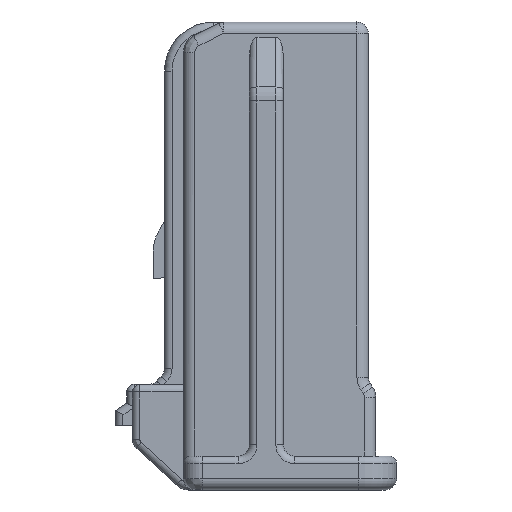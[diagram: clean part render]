
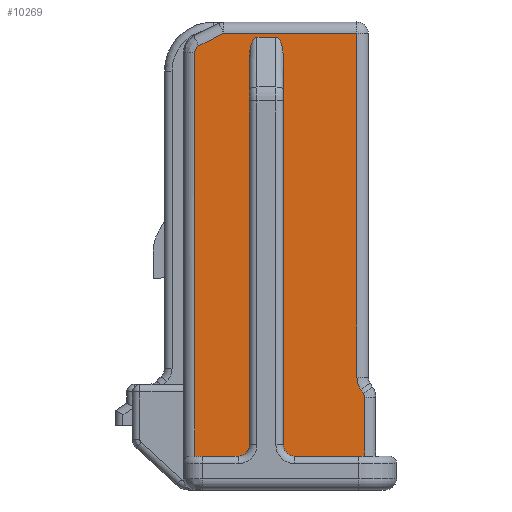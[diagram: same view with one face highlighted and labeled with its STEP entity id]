
A CAD part, left-side view. The second image highlights one B-rep face of the part: STEP entity #10269.
In plain terms, the highlighted planar face has unit normal (-1, 0, 0).
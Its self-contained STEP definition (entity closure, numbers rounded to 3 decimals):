
#1637=DIRECTION('',(0.,0.,1.));
#1638=VECTOR('',#1637,10.691);
#1639=CARTESIAN_POINT('',(-9.35,2.75,
-11.5));
#1640=LINE('',#1639,#1638);
#1645=DIRECTION('',(0.,0.,-1.));
#1646=VECTOR('',#1645,10.261);
#1647=CARTESIAN_POINT('',(-9.35,0.4,-0.939));
#1648=LINE('',#1647,#1646);
#1649=CARTESIAN_POINT('',(-9.35,1.6,-11.2));
#1650=DIRECTION('',(-1.,0.,0.));
#1651=DIRECTION('',(0.,0.,-1.));
#1652=AXIS2_PLACEMENT_3D('',#1649,#1650,#1651);
#1654=DIRECTION('',(0.,-1.,0.));
#1655=VECTOR('',#1654,1.15);
#1656=CARTESIAN_POINT('',(-9.35,2.75,
-11.5));
#1657=LINE('',#1656,#1655);
#1658=CARTESIAN_POINT('',(-9.35,2.55,
-0.809));
#1659=DIRECTION('',(-1.,0.,0.));
#1660=DIRECTION('',(0.,0.447,0.894));
#1661=AXIS2_PLACEMENT_3D('',#1658,#1659,#1660);
#1663=DIRECTION('',(0.,0.894,-0.447));
#1664=VECTOR('',#1663,0.738);
#1665=CARTESIAN_POINT('',(-9.35,1.979,-0.3));
#1666=LINE('',#1665,#1664);
#1667=CARTESIAN_POINT('',(-9.35,-2.15,-9.409));
#1668=DIRECTION('',(1.,0.,0.));
#1669=DIRECTION('',(0.,0.832,-0.555));
#1670=AXIS2_PLACEMENT_3D('',#1667,#1668,#1669);
#1672=DIRECTION('',(0.,0.555,0.832));
#1673=VECTOR('',#1672,0.118);
#1674=CARTESIAN_POINT('',(-9.35,-1.716,-9.84));
#1675=LINE('',#1674,#1673);
#1676=CARTESIAN_POINT('',(-9.35,-1.55,-9.951));
#1677=DIRECTION('',(-1.,0.,0.));
#1678=DIRECTION('',(0.,-1.,0.));
#1679=AXIS2_PLACEMENT_3D('',#1676,#1677,#1678);
#1681=DIRECTION('',(0.,-1.,0.));
#1682=VECTOR('',#1681,1.85);
#1683=CARTESIAN_POINT('',(-9.35,0.1,-11.5));
#1684=LINE('',#1683,#1682);
#1685=CARTESIAN_POINT('',(-9.35,0.1,-11.2));
#1686=DIRECTION('',(-1.,0.,0.));
#1687=DIRECTION('',(0.,1.,0.));
#1688=AXIS2_PLACEMENT_3D('',#1685,#1686,#1687);
#1739=DIRECTION('',(0.,0.,-1.));
#1740=VECTOR('',#1739,1.549);
#1741=CARTESIAN_POINT('',(-9.35,-1.75,-9.951));
#1742=LINE('',#1741,#1740);
#1959=DIRECTION('',(0.,0.,-1.));
#1960=VECTOR('',#1959,9.109);
#1961=CARTESIAN_POINT('',(-9.35,-1.55,-0.3));
#1962=LINE('',#1961,#1960);
#1986=DIRECTION('',(0.,-1.,0.));
#1987=VECTOR('',#1986,3.529);
#1988=CARTESIAN_POINT('',(-9.35,1.979,-0.3));
#1989=LINE('',#1988,#1987);
#3498=DIRECTION('',(0.,0.,-1.));
#3499=VECTOR('',#3498,10.261);
#3500=CARTESIAN_POINT('',(-9.35,1.3,-0.939));
#3501=LINE('',#3500,#3499);
#3561=CARTESIAN_POINT('',(-9.35,0.4,-0.939));
#3562=CARTESIAN_POINT('',(-9.35,0.4,-0.877));
#3563=CARTESIAN_POINT('',(-9.35,0.408,-0.761));
#3564=CARTESIAN_POINT('',(-9.35,0.433,-0.633));
#3565=CARTESIAN_POINT('',(-9.35,0.464,-0.541));
#3566=CARTESIAN_POINT('',(-9.35,0.493,-0.478));
#3567=CARTESIAN_POINT('',(-9.35,0.534,-0.426));
#3568=CARTESIAN_POINT('',(-9.35,0.569,-0.4));
#3569=CARTESIAN_POINT('',(-9.35,0.6,-0.4));
#3575=DIRECTION('',(0.,1.,0.));
#3576=VECTOR('',#3575,0.5);
#3577=CARTESIAN_POINT('',(-9.35,0.6,-0.4));
#3578=LINE('',#3577,#3576);
#3579=CARTESIAN_POINT('',(-9.35,1.1,-0.4));
#3580=CARTESIAN_POINT('',(-9.35,1.131,-0.4));
#3581=CARTESIAN_POINT('',(-9.35,1.166,-0.426));
#3582=CARTESIAN_POINT('',(-9.35,1.207,-0.478));
#3583=CARTESIAN_POINT('',(-9.35,1.236,-0.541));
#3584=CARTESIAN_POINT('',(-9.35,1.267,-0.633));
#3585=CARTESIAN_POINT('',(-9.35,1.292,-0.761));
#3586=CARTESIAN_POINT('',(-9.35,1.3,-0.877));
#3587=CARTESIAN_POINT('',(-9.35,1.3,-0.939));
#6586=CARTESIAN_POINT('',(-9.35,1.979,-0.3));
#6587=VERTEX_POINT('',#6586);
#6588=CARTESIAN_POINT('',(-9.35,2.639,
-0.63));
#6590=VERTEX_POINT('',#6588);
#6593=CARTESIAN_POINT('',(-9.35,2.75,-0.809));
#6595=VERTEX_POINT('',#6593);
#6596=CARTESIAN_POINT('',(-9.35,2.75,
-11.5));
#6597=VERTEX_POINT('',#6596);
#6609=CARTESIAN_POINT('',(-9.35,1.6,-11.5));
#6610=VERTEX_POINT('',#6609);
#6611=CARTESIAN_POINT('',(-9.35,1.3,-11.2));
#6612=VERTEX_POINT('',#6611);
#6619=CARTESIAN_POINT('',(-9.35,1.3,-0.939));
#6620=VERTEX_POINT('',#6619);
#6621=VERTEX_POINT('',#3579);
#6624=CARTESIAN_POINT('',(-9.35,0.6,-0.4));
#6625=VERTEX_POINT('',#6624);
#6676=VERTEX_POINT('',#3561);
#6677=CARTESIAN_POINT('',(-9.35,0.4,-11.2));
#6678=VERTEX_POINT('',#6677);
#6679=CARTESIAN_POINT('',(-9.35,0.1,-11.5));
#6680=VERTEX_POINT('',#6679);
#6773=CARTESIAN_POINT('',(-9.35,-1.75,-11.5));
#6774=VERTEX_POINT('',#6773);
#7200=CARTESIAN_POINT('',(-9.35,-1.651,-9.742));
#7201=VERTEX_POINT('',#7200);
#7202=CARTESIAN_POINT('',(-9.35,-1.55,-9.409));
#7203=VERTEX_POINT('',#7202);
#7204=CARTESIAN_POINT('',(-9.35,-1.716,-9.84));
#7205=VERTEX_POINT('',#7204);
#7206=CARTESIAN_POINT('',(-9.35,-1.75,-9.951));
#7208=VERTEX_POINT('',#7206);
#7380=CARTESIAN_POINT('',(-9.35,-1.55,-0.3));
#7381=VERTEX_POINT('',#7380);
#10229=CARTESIAN_POINT('',(-9.35,1.75,0.));
#10230=DIRECTION('',(-1.,0.,0.));
#10231=DIRECTION('',(0.,1.,0.));
#10232=AXIS2_PLACEMENT_3D('',#10229,#10230,#10231);
#10233=PLANE('',#10232);
#10235=ORIENTED_EDGE('',*,*,#10234,.F.);
#10237=ORIENTED_EDGE('',*,*,#10236,.T.);
#10239=ORIENTED_EDGE('',*,*,#10238,.T.);
#10241=ORIENTED_EDGE('',*,*,#10240,.T.);
#10243=ORIENTED_EDGE('',*,*,#10242,.T.);
#10245=ORIENTED_EDGE('',*,*,#10244,.F.);
#10247=ORIENTED_EDGE('',*,*,#10246,.F.);
#10248=ORIENTED_EDGE('',*,*,#10218,.T.);
#10249=ORIENTED_EDGE('',*,*,#10208,.F.);
#10250=ORIENTED_EDGE('',*,*,#10182,.F.);
#10252=ORIENTED_EDGE('',*,*,#10251,.T.);
#10254=ORIENTED_EDGE('',*,*,#10253,.T.);
#10256=ORIENTED_EDGE('',*,*,#10255,.F.);
#10258=ORIENTED_EDGE('',*,*,#10257,.F.);
#10260=ORIENTED_EDGE('',*,*,#10259,.F.);
#10262=ORIENTED_EDGE('',*,*,#10261,.T.);
#10264=ORIENTED_EDGE('',*,*,#10263,.F.);
#10266=ORIENTED_EDGE('',*,*,#10265,.F.);
#10267=EDGE_LOOP('',(#10235,#10237,#10239,#10241,#10243,#10245,#10247,#10248,
#10249,#10250,#10252,#10254,#10256,#10258,#10260,#10262,#10264,#10266));
#10268=FACE_OUTER_BOUND('',#10267,.F.);
#10269=ADVANCED_FACE('',(#10268),#10233,.T.);
#1653=CIRCLE('',#1652,0.3);
#1662=CIRCLE('',#1661,0.2);
#1671=CIRCLE('',#1670,0.6);
#1680=CIRCLE('',#1679,0.2);
#1689=CIRCLE('',#1688,0.3);
#3570=B_SPLINE_CURVE_WITH_KNOTS('',3,(#3561,#3562,#3563,#3564,#3565,#3566,#3567,
#3568,#3569),.UNSPECIFIED.,.F.,.F.,(4,1,1,1,1,1,4),(0.,0.25,0.5,0.625,
0.75,0.875,1.),.UNSPECIFIED.);
#3588=B_SPLINE_CURVE_WITH_KNOTS('',3,(#3579,#3580,#3581,#3582,#3583,#3584,#3585,
#3586,#3587),.UNSPECIFIED.,.F.,.F.,(4,1,1,1,1,1,4),(0.,0.125,0.25,0.375,
0.5,0.75,1.),.UNSPECIFIED.);
#10182=EDGE_CURVE('',#6587,#6590,#1666,.T.);
#10208=EDGE_CURVE('',#6590,#6595,#1662,.T.);
#10218=EDGE_CURVE('',#6597,#6595,#1640,.T.);
#10234=EDGE_CURVE('',#6676,#6678,#1648,.T.);
#10236=EDGE_CURVE('',#6676,#6625,#3570,.T.);
#10238=EDGE_CURVE('',#6625,#6621,#3578,.T.);
#10240=EDGE_CURVE('',#6621,#6620,#3588,.T.);
#10242=EDGE_CURVE('',#6620,#6612,#3501,.T.);
#10244=EDGE_CURVE('',#6610,#6612,#1653,.T.);
#10246=EDGE_CURVE('',#6597,#6610,#1657,.T.);
#10251=EDGE_CURVE('',#6587,#7381,#1989,.T.);
#10253=EDGE_CURVE('',#7381,#7203,#1962,.T.);
#10255=EDGE_CURVE('',#7201,#7203,#1671,.T.);
#10257=EDGE_CURVE('',#7205,#7201,#1675,.T.);
#10259=EDGE_CURVE('',#7208,#7205,#1680,.T.);
#10261=EDGE_CURVE('',#7208,#6774,#1742,.T.);
#10263=EDGE_CURVE('',#6680,#6774,#1684,.T.);
#10265=EDGE_CURVE('',#6678,#6680,#1689,.T.);
